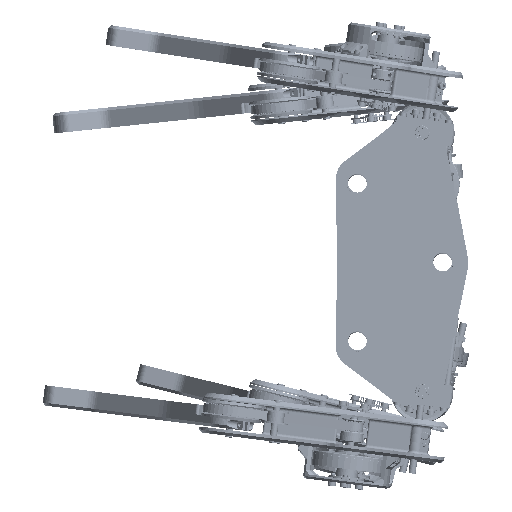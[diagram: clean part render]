
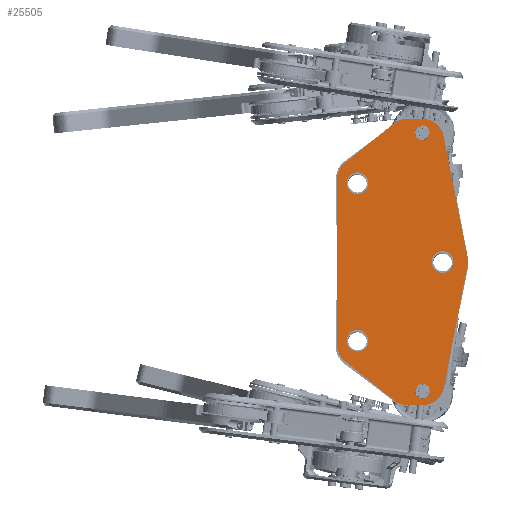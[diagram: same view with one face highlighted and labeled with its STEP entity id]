
A CAD part, top view. The second image highlights one B-rep face of the part: STEP entity #25505.
In plain terms, the highlighted planar face has unit normal (0, 0, 1).
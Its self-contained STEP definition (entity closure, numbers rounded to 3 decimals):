
#6016=CIRCLE('',#26861,15.);
#6018=CIRCLE('',#26865,15.);
#6020=CIRCLE('',#26869,15.);
#6022=CIRCLE('',#26872,5.);
#6024=CIRCLE('',#26875,7.5);
#6026=CIRCLE('',#26879,15.);
#6028=CIRCLE('',#26883,15.);
#6031=CIRCLE('',#26888,7.5);
#6032=CIRCLE('',#26890,17.5);
#6034=CIRCLE('',#26894,15.);
#6036=CIRCLE('',#26897,5.);
#6038=CIRCLE('',#26900,7.5);
#7752=VERTEX_POINT('',#35780);
#7753=VERTEX_POINT('',#35781);
#7756=VERTEX_POINT('',#35789);
#7757=VERTEX_POINT('',#35790);
#7760=VERTEX_POINT('',#35798);
#7762=VERTEX_POINT('',#35804);
#7764=VERTEX_POINT('',#35810);
#7766=VERTEX_POINT('',#35819);
#7768=VERTEX_POINT('',#35824);
#7770=VERTEX_POINT('',#35829);
#7771=VERTEX_POINT('',#35830);
#7774=VERTEX_POINT('',#35838);
#7776=VERTEX_POINT('',#35844);
#7778=VERTEX_POINT('',#35850);
#7781=VERTEX_POINT('',#35861);
#7782=VERTEX_POINT('',#35864);
#7784=VERTEX_POINT('',#35870);
#7786=VERTEX_POINT('',#35879);
#7788=VERTEX_POINT('',#35884);
#9762=VECTOR('',#29615,1.);
#9768=VECTOR('',#29628,1.);
#9772=VECTOR('',#29639,1.);
#9775=VECTOR('',#29661,1.);
#9780=VECTOR('',#29673,1.);
#9784=VECTOR('',#29684,1.);
#9787=VECTOR('',#29700,1.);
#11192=LINE('',#35779,#9762);
#11198=LINE('',#35797,#9768);
#11202=LINE('',#35809,#9772);
#11205=LINE('',#35828,#9775);
#11210=LINE('',#35843,#9780);
#11214=LINE('',#35855,#9784);
#11217=LINE('',#35869,#9787);
#12660=EDGE_CURVE('',#7752,#7753,#11192,.T.);
#12664=EDGE_CURVE('',#7756,#7757,#6016,.T.);
#12668=EDGE_CURVE('',#7757,#7760,#11198,.T.);
#12671=EDGE_CURVE('',#7760,#7762,#6018,.T.);
#12674=EDGE_CURVE('',#7762,#7764,#11202,.T.);
#12677=EDGE_CURVE('',#7764,#7752,#6020,.T.);
#12679=EDGE_CURVE('',#7766,#7766,#6022,.T.);
#12681=EDGE_CURVE('',#7768,#7768,#6024,.T.);
#12683=EDGE_CURVE('',#7770,#7771,#11205,.T.);
#12687=EDGE_CURVE('',#7771,#7774,#6026,.T.);
#12690=EDGE_CURVE('',#7774,#7776,#11210,.T.);
#12693=EDGE_CURVE('',#7776,#7778,#6028,.T.);
#12696=EDGE_CURVE('',#7778,#7756,#11214,.T.);
#12699=EDGE_CURVE('',#7781,#7781,#6031,.T.);
#12700=EDGE_CURVE('',#7753,#7782,#6032,.T.);
#12703=EDGE_CURVE('',#7782,#7784,#11217,.T.);
#12706=EDGE_CURVE('',#7784,#7770,#6034,.T.);
#12708=EDGE_CURVE('',#7786,#7786,#6036,.T.);
#12710=EDGE_CURVE('',#7788,#7788,#6038,.T.);
#15915=ORIENTED_EDGE('',*,*,#12699,.F.);
#15916=ORIENTED_EDGE('',*,*,#12681,.F.);
#15917=ORIENTED_EDGE('',*,*,#12679,.F.);
#15918=ORIENTED_EDGE('',*,*,#12710,.F.);
#15919=ORIENTED_EDGE('',*,*,#12708,.F.);
#15920=ORIENTED_EDGE('',*,*,#12683,.F.);
#15921=ORIENTED_EDGE('',*,*,#12706,.F.);
#15922=ORIENTED_EDGE('',*,*,#12703,.F.);
#15923=ORIENTED_EDGE('',*,*,#12700,.F.);
#15924=ORIENTED_EDGE('',*,*,#12660,.F.);
#15925=ORIENTED_EDGE('',*,*,#12677,.F.);
#15926=ORIENTED_EDGE('',*,*,#12674,.F.);
#15927=ORIENTED_EDGE('',*,*,#12671,.F.);
#15928=ORIENTED_EDGE('',*,*,#12668,.F.);
#15929=ORIENTED_EDGE('',*,*,#12664,.F.);
#15930=ORIENTED_EDGE('',*,*,#12696,.F.);
#15931=ORIENTED_EDGE('',*,*,#12693,.F.);
#15932=ORIENTED_EDGE('',*,*,#12690,.F.);
#15933=ORIENTED_EDGE('',*,*,#12687,.F.);
#22071=EDGE_LOOP('',(#15915));
#22072=EDGE_LOOP('',(#15916));
#22073=EDGE_LOOP('',(#15917));
#22074=EDGE_LOOP('',(#15918));
#22075=EDGE_LOOP('',(#15919));
#22076=EDGE_LOOP('',(#15920,#15921,#15922,#15923,#15924,#15925,#15926,#15927,
#15928,#15929,#15930,#15931,#15932,#15933));
#23810=FACE_BOUND('',#22071,.T.);
#23811=FACE_BOUND('',#22072,.T.);
#23812=FACE_BOUND('',#22073,.T.);
#23813=FACE_BOUND('',#22074,.T.);
#23814=FACE_BOUND('',#22075,.T.);
#23815=FACE_BOUND('',#22076,.T.);
#25505=ADVANCED_FACE('',(#23810,#23811,#23812,#23813,#23814,#23815),#44105,
 .T.);
#26861=AXIS2_PLACEMENT_3D('',#35788,#29621,#29622);
#26865=AXIS2_PLACEMENT_3D('',#35803,#29633,#29634);
#26869=AXIS2_PLACEMENT_3D('',#35815,#29644,#29645);
#26872=AXIS2_PLACEMENT_3D('',#35818,#29650,#29651);
#26875=AXIS2_PLACEMENT_3D('',#35823,#29656,#29657);
#26879=AXIS2_PLACEMENT_3D('',#35837,#29667,#29668);
#26883=AXIS2_PLACEMENT_3D('',#35849,#29678,#29679);
#26888=AXIS2_PLACEMENT_3D('',#35860,#29690,#29691);
#26890=AXIS2_PLACEMENT_3D('',#35863,#29694,#29695);
#26894=AXIS2_PLACEMENT_3D('',#35875,#29705,#29706);
#26897=AXIS2_PLACEMENT_3D('',#35878,#29711,#29712);
#26900=AXIS2_PLACEMENT_3D('',#35883,#29717,#29718);
#26902=AXIS2_PLACEMENT_3D('',#35887,#29721,$);
#29615=DIRECTION('',(0.981,0.193,0.));
#29621=DIRECTION('',(0.,0.,-1.));
#29622=DIRECTION('',(-15.,0.,0.));
#29628=DIRECTION('',(-0.626,0.78,0.));
#29633=DIRECTION('',(0.,0.,-1.));
#29634=DIRECTION('',(-15.,0.,0.));
#29639=DIRECTION('',(0.001,1.,0.));
#29644=DIRECTION('',(0.,0.,-1.));
#29645=DIRECTION('',(-15.,0.,0.));
#29650=DIRECTION('',(0.,0.,1.));
#29651=DIRECTION('',(-5.,0.,0.));
#29656=DIRECTION('',(0.,0.,1.));
#29657=DIRECTION('',(-7.5,0.,0.));
#29661=DIRECTION('',(0.001,-1.,0.));
#29667=DIRECTION('',(0.,0.,-1.));
#29668=DIRECTION('',(15.,0.,0.));
#29673=DIRECTION('',(-0.626,-0.78,0.));
#29678=DIRECTION('',(0.,0.,-1.));
#29679=DIRECTION('',(15.,0.,0.));
#29684=DIRECTION('',(-1.,0.,0.));
#29690=DIRECTION('',(0.,0.,1.));
#29691=DIRECTION('',(-7.5,0.,0.));
#29694=DIRECTION('',(0.,0.,-1.));
#29695=DIRECTION('',(-17.5,0.,0.));
#29700=DIRECTION('',(0.981,-0.193,0.));
#29705=DIRECTION('',(0.,0.,-1.));
#29706=DIRECTION('',(15.,0.,0.));
#29711=DIRECTION('',(0.,0.,1.));
#29712=DIRECTION('',(5.,0.,0.));
#29717=DIRECTION('',(0.,0.,1.));
#29718=DIRECTION('',(7.5,0.,0.));
#29721=DIRECTION('',(0.,0.,1.));
#35779=CARTESIAN_POINT('',(-92.945,31.225,40.975));
#35780=CARTESIAN_POINT('',(-176.723,14.72,40.975));
#35781=CARTESIAN_POINT('',(-92.945,31.225,40.975));
#35788=CARTESIAN_POINT('',(-146.625,-44.221,40.975));
#35789=CARTESIAN_POINT('',(-146.625,-59.221,40.975));
#35790=CARTESIAN_POINT('',(-158.59,-53.267,40.975));
#35797=CARTESIAN_POINT('',(-185.544,-19.661,40.975));
#35798=CARTESIAN_POINT('',(-185.544,-19.661,40.975));
#35803=CARTESIAN_POINT('',(-173.842,-10.276,40.975));
#35804=CARTESIAN_POINT('',(-188.831,-9.702,40.975));
#35809=CARTESIAN_POINT('',(-188.824,0.014,40.975));
#35810=CARTESIAN_POINT('',(-188.824,0.014,40.975));
#35815=CARTESIAN_POINT('',(-173.824,0.003,40.975));
#35818=CARTESIAN_POINT('',(-179.126,0.,40.975));
#35819=CARTESIAN_POINT('',(-184.126,0.,40.975));
#35823=CARTESIAN_POINT('',(-144.126,-45.,40.975));
#35824=CARTESIAN_POINT('',(-151.626,-45.,40.975));
#35828=CARTESIAN_POINT('',(9.698,0.014,40.975));
#35829=CARTESIAN_POINT('',(9.698,0.014,40.975));
#35830=CARTESIAN_POINT('',(9.705,-9.702,40.975));
#35837=CARTESIAN_POINT('',(-5.284,-10.276,40.975));
#35838=CARTESIAN_POINT('',(6.418,-19.661,40.975));
#35843=CARTESIAN_POINT('',(6.418,-19.661,40.975));
#35844=CARTESIAN_POINT('',(-20.536,-53.267,40.975));
#35849=CARTESIAN_POINT('',(-32.501,-44.221,40.975));
#35850=CARTESIAN_POINT('',(-32.501,-59.221,40.975));
#35855=CARTESIAN_POINT('',(-32.501,-59.221,40.975));
#35860=CARTESIAN_POINT('',(-89.563,14.055,40.975));
#35861=CARTESIAN_POINT('',(-89.563,21.555,40.975));
#35863=CARTESIAN_POINT('',(-89.563,14.055,40.975));
#35864=CARTESIAN_POINT('',(-86.18,31.225,40.975));
#35869=CARTESIAN_POINT('',(-86.18,31.225,40.975));
#35870=CARTESIAN_POINT('',(-2.403,14.72,40.975));
#35875=CARTESIAN_POINT('',(-5.302,0.003,40.975));
#35878=CARTESIAN_POINT('',(0.,0.,40.975));
#35879=CARTESIAN_POINT('',(5.,0.,40.975));
#35883=CARTESIAN_POINT('',(-35.,-45.,40.975));
#35884=CARTESIAN_POINT('',(-27.5,-45.,40.975));
#35887=CARTESIAN_POINT('',(-48.751,-14.09,40.975));
#44105=PLANE('',#26902);
